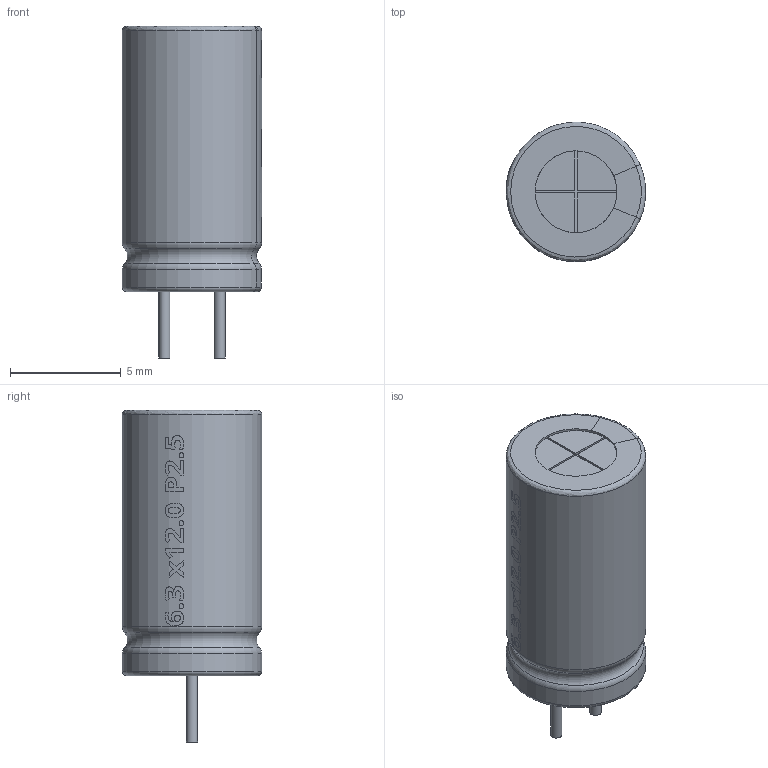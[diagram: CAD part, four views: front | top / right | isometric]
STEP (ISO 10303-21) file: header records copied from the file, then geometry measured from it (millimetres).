
FILE_DESCRIPTION(('FreeCAD Model'),'2;1');
FILE_NAME('Open CASCADE Shape Model','2024-02-19T08:32:45',(''),(''), 'Open CASCADE STEP processor 7.6','FreeCAD','Unknown');
FILE_SCHEMA(('AUTOMOTIVE_DESIGN { 1 0 10303 214 1 1 1 1 }'));
Length unit declared in the file: millimetre
Products named in the file (11): Cap_El_Creator; CP_Radial_D6.3 mm_H12.0 mm_P2.50mm; Pins; Cylinder; Revolve; TopPlate; Extrude001; Revolve002; Common; Cut; Sketch_On_Surface
Assembly tree (14 placements, depth 4):
  Cap_El_Creator
    CP_Radial_D6.3 mm_H12.0 mm_P2.50mm
      Pins
        Cylinder  x2
      Revolve
      TopPlate
        Extrude001  x4
      Revolve002
      Common
      Cut
      Sketch_On_Surface
Bounding box: 6.3 x 6.3 x 15 mm (x, y, z)
Volume: 368.9 mm3; surface area: 854 mm2
Topology: 12 solids, 24 shells, 123 faces, 469 edges, 382 vertices
Faces by surface type: cylinder 50, plane 48, torus 23, revolution 2
Full cylindrical faces by diameter (mm): 0.5 x2, 5.9 x2
Entity records: 5952 total; most frequent: CARTESIAN_POINT 2284, ORIENTED_EDGE 680, DIRECTION 522, EDGE_CURVE 439, VERTEX_POINT 362, B_SPLINE_CURVE_WITH_KNOTS 250, AXIS2_PLACEMENT_3D 211, FACE_BOUND 114
